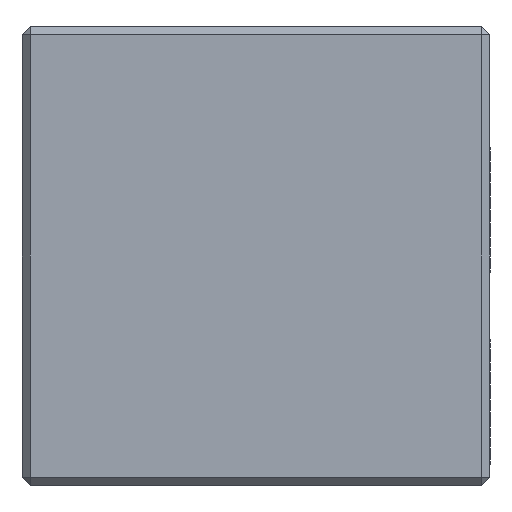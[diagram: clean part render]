
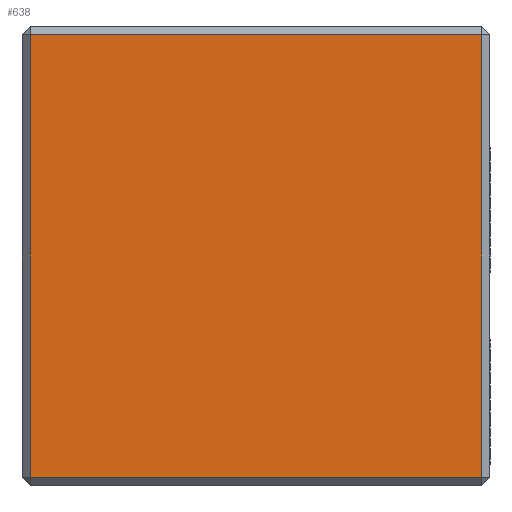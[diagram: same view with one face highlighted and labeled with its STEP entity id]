
A CAD part, left-side view. The second image highlights one B-rep face of the part: STEP entity #638.
In plain terms, the highlighted planar face has unit normal (-1, 0, 0).
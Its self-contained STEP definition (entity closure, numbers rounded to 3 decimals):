
#136 = VERTEX_POINT ( 'NONE', #949 ) ;
#344 = VERTEX_POINT ( 'NONE', #1271 ) ;
#521 = EDGE_CURVE ( 'NONE', #344, #727, #1691, .T. ) ;
#597 = ORIENTED_EDGE ( 'NONE', *, *, #521, .F. ) ;
#598 = ORIENTED_EDGE ( 'NONE', *, *, #732, .F. ) ;
#599 = ORIENTED_EDGE ( 'NONE', *, *, #737, .F. ) ;
#638 = ADVANCED_FACE ( 'NONE', ( #1865 ), #1864, .F. ) ;
#639 = EDGE_LOOP ( 'NONE', ( #640, #597, #598, #599 ) ) ;
#640 = ORIENTED_EDGE ( 'NONE', *, *, #641, .T. ) ;
#641 = EDGE_CURVE ( 'NONE', #778, #727, #1993, .T. ) ;
#727 = VERTEX_POINT ( 'NONE', #1849 ) ;
#732 = EDGE_CURVE ( 'NONE', #136, #344, #1921, .T. ) ;
#737 = EDGE_CURVE ( 'NONE', #778, #136, #1913, .T. ) ;
#778 = VERTEX_POINT ( 'NONE', #1766 ) ;
#949 = CARTESIAN_POINT ( 'NONE',  ( -37.5, 27., -26.5 ) ) ;
#1271 = CARTESIAN_POINT ( 'NONE',  ( -37.5, 27., 26.5 ) ) ;
#1690 = CARTESIAN_POINT ( 'NONE',  ( -37.5, 0., 26.5 ) ) ;
#1691 = LINE ( 'NONE', #1690, #1751 ) ;
#1750 = DIRECTION ( 'NONE',  ( 0., -1., 0. ) ) ;
#1751 = VECTOR ( 'NONE', #1750, 1000. ) ;
#1766 = CARTESIAN_POINT ( 'NONE',  ( -37.5, -27., -26.5 ) ) ;
#1849 = CARTESIAN_POINT ( 'NONE',  ( -37.5, -27., 26.5 ) ) ;
#1860 = DIRECTION ( 'NONE',  ( 0., 1., 0. ) ) ;
#1861 = DIRECTION ( 'NONE',  ( 1., 0., 0. ) ) ;
#1862 = AXIS2_PLACEMENT_3D ( 'NONE', #1863, #1861, #1860 ) ;
#1863 = CARTESIAN_POINT ( 'NONE',  ( -37.5, -27., -26.5 ) ) ;
#1864 = PLANE ( 'NONE',  #1862 ) ;
#1865 = FACE_OUTER_BOUND ( 'NONE', #639, .T. ) ;
#1910 = DIRECTION ( 'NONE',  ( 0., 1., 0. ) ) ;
#1911 = VECTOR ( 'NONE', #1910, 1000. ) ;
#1912 = CARTESIAN_POINT ( 'NONE',  ( -37.5, 0., -26.5 ) ) ;
#1913 = LINE ( 'NONE', #1912, #1911 ) ;
#1918 = DIRECTION ( 'NONE',  ( 0., 0., 1. ) ) ;
#1919 = VECTOR ( 'NONE', #1918, 1000. ) ;
#1920 = CARTESIAN_POINT ( 'NONE',  ( -37.5, 27., 0. ) ) ;
#1921 = LINE ( 'NONE', #1920, #1919 ) ;
#1990 = DIRECTION ( 'NONE',  ( 0., 0., 1. ) ) ;
#1991 = VECTOR ( 'NONE', #1990, 1000. ) ;
#1992 = CARTESIAN_POINT ( 'NONE',  ( -37.5, -27., 0. ) ) ;
#1993 = LINE ( 'NONE', #1992, #1991 ) ;
